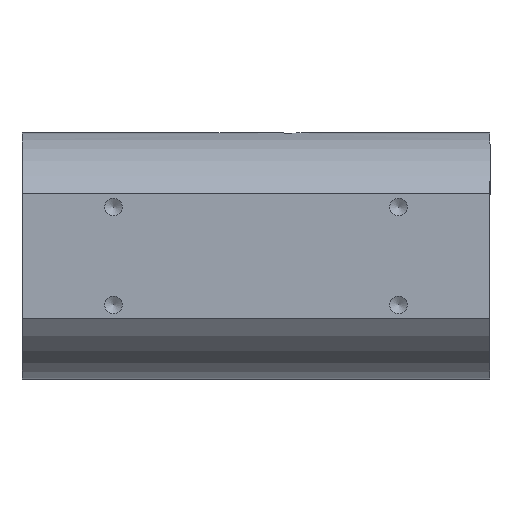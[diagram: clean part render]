
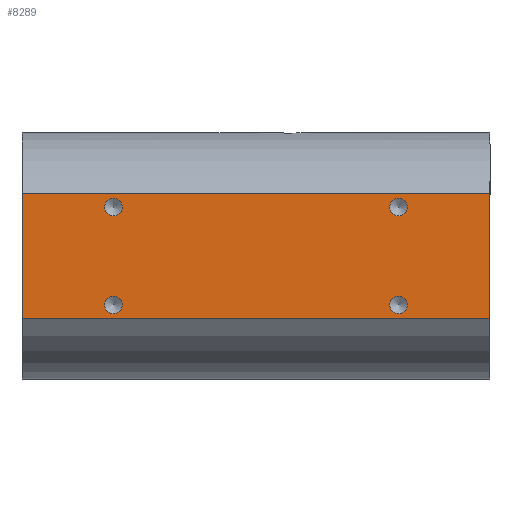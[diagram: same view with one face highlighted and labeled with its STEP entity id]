
A CAD part, front view. The second image highlights one B-rep face of the part: STEP entity #8289.
In plain terms, the highlighted planar face has unit normal (0, -1, 0).
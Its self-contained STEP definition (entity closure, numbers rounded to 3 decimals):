
#572=LINE('',#13678,#1131);
#576=LINE('',#13792,#1135);
#577=LINE('',#13795,#1136);
#578=LINE('',#13796,#1137);
#1131=VECTOR('',#10912,110.);
#1135=VECTOR('',#10930,110.);
#1136=VECTOR('',#10935,29.394);
#1137=VECTOR('',#10936,29.394);
#1578=PLANE('',#9074);
#1761=FACE_BOUND('',#2709,.T.);
#1762=FACE_BOUND('',#2710,.T.);
#1763=FACE_BOUND('',#2711,.T.);
#1764=FACE_BOUND('',#2712,.T.);
#2106=FACE_OUTER_BOUND('',#2708,.T.);
#2708=EDGE_LOOP('',(#6491,#6492,#6493,#6494));
#2709=EDGE_LOOP('',(#6495));
#2710=EDGE_LOOP('',(#6496));
#2711=EDGE_LOOP('',(#6497));
#2712=EDGE_LOOP('',(#6498));
#3195=CIRCLE('',#9075,2.067);
#3196=CIRCLE('',#9076,2.067);
#3197=CIRCLE('',#9077,2.067);
#3198=CIRCLE('',#9078,2.067);
#3830=VERTEX_POINT('',#13675);
#3831=VERTEX_POINT('',#13677);
#3848=VERTEX_POINT('',#13789);
#3849=VERTEX_POINT('',#13791);
#3850=VERTEX_POINT('',#13797);
#3851=VERTEX_POINT('',#13799);
#3852=VERTEX_POINT('',#13801);
#3853=VERTEX_POINT('',#13803);
#4767=EDGE_CURVE('',#3830,#3831,#572,.T.);
#4785=EDGE_CURVE('',#3848,#3849,#576,.T.);
#4787=EDGE_CURVE('',#3831,#3848,#577,.T.);
#4788=EDGE_CURVE('',#3849,#3830,#578,.T.);
#4789=EDGE_CURVE('',#3850,#3850,#3195,.T.);
#4790=EDGE_CURVE('',#3851,#3851,#3196,.T.);
#4791=EDGE_CURVE('',#3852,#3852,#3197,.T.);
#4792=EDGE_CURVE('',#3853,#3853,#3198,.T.);
#6491=ORIENTED_EDGE('',*,*,#4787,.F.);
#6492=ORIENTED_EDGE('',*,*,#4767,.F.);
#6493=ORIENTED_EDGE('',*,*,#4788,.F.);
#6494=ORIENTED_EDGE('',*,*,#4785,.F.);
#6495=ORIENTED_EDGE('',*,*,#4789,.T.);
#6496=ORIENTED_EDGE('',*,*,#4790,.T.);
#6497=ORIENTED_EDGE('',*,*,#4791,.T.);
#6498=ORIENTED_EDGE('',*,*,#4792,.T.);
#8289=ADVANCED_FACE('',(#2106,#1761,#1762,#1763,#1764),#1578,.F.);
#9074=AXIS2_PLACEMENT_3D('',#13794,#10933,#10934);
#9075=AXIS2_PLACEMENT_3D('',#13798,#10937,#10938);
#9076=AXIS2_PLACEMENT_3D('',#13800,#10939,#10940);
#9077=AXIS2_PLACEMENT_3D('',#13802,#10941,#10942);
#9078=AXIS2_PLACEMENT_3D('',#13804,#10943,#10944);
#10912=DIRECTION('',(1.,0.,0.));
#10930=DIRECTION('',(-1.,0.,0.));
#10933=DIRECTION('center_axis',(0.,1.,0.));
#10934=DIRECTION('ref_axis',(-1.,0.,0.));
#10935=DIRECTION('',(0.,0.,-1.));
#10936=DIRECTION('',(0.,0.,1.));
#10937=DIRECTION('center_axis',(0.,1.,0.));
#10938=DIRECTION('ref_axis',(0.,0.,
1.));
#10939=DIRECTION('center_axis',(0.,1.,0.));
#10940=DIRECTION('ref_axis',(0.,0.,
1.));
#10941=DIRECTION('center_axis',(0.,1.,0.));
#10942=DIRECTION('ref_axis',(0.,0.,
1.));
#10943=DIRECTION('center_axis',(0.,1.,0.));
#10944=DIRECTION('ref_axis',(0.,0.,
1.));
#13675=CARTESIAN_POINT('',(-133.921,-221.95,31.697));
#13677=CARTESIAN_POINT('',(-23.921,-221.95,31.697));
#13678=CARTESIAN_POINT('',(-23.921,-221.95,31.697));
#13789=CARTESIAN_POINT('',(-23.921,-221.95,2.303));
#13791=CARTESIAN_POINT('',(-133.921,-221.95,2.303));
#13792=CARTESIAN_POINT('',(-23.921,-221.95,2.303));
#13794=CARTESIAN_POINT('Origin',(-133.921,-221.95,31.697));
#13795=CARTESIAN_POINT('',(-23.921,-221.95,24.348));
#13796=CARTESIAN_POINT('',(-133.921,-221.95,24.348));
#13797=CARTESIAN_POINT('',(-112.421,-221.95,30.567));
#13798=CARTESIAN_POINT('Origin',(-112.421,-221.95,28.5));
#13799=CARTESIAN_POINT('',(-45.421,-221.95,7.567));
#13800=CARTESIAN_POINT('Origin',(-45.421,-221.95,5.5));
#13801=CARTESIAN_POINT('',(-112.421,-221.95,7.567));
#13802=CARTESIAN_POINT('Origin',(-112.421,-221.95,5.5));
#13803=CARTESIAN_POINT('',(-45.421,-221.95,30.567));
#13804=CARTESIAN_POINT('Origin',(-45.421,-221.95,28.5));
